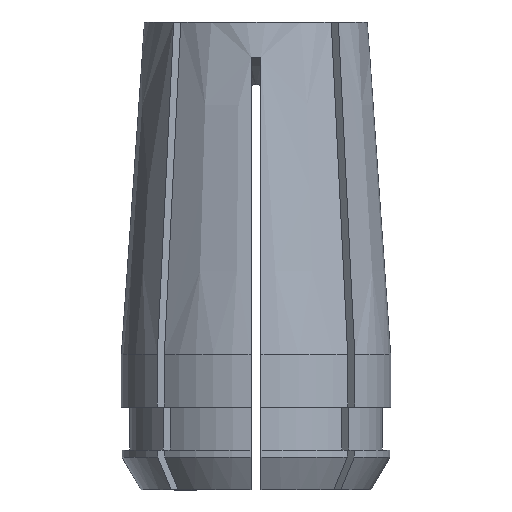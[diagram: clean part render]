
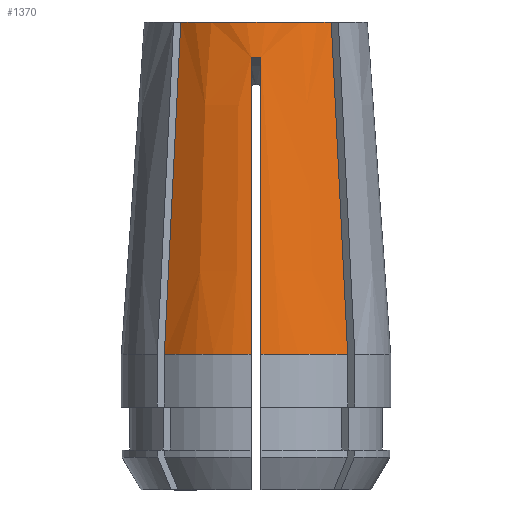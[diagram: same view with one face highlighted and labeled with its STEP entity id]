
A CAD part, front view. The second image highlights one B-rep face of the part: STEP entity #1370.
In plain terms, the highlighted conical face has half-angle 4.001 degrees and reference radius 13.487 mm.
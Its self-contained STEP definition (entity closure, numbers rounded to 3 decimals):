
#41 = CARTESIAN_POINT ( 'NONE',  ( 0.5, -11.396, -3.507 ) ) ;
#139 = CARTESIAN_POINT ( 'NONE',  ( 8.762, -9.469, -24.856 ) ) ;
#208 = CARTESIAN_POINT ( 'NONE',  ( -7.798, -8.505, -5.391 ) ) ;
#213 = CARTESIAN_POINT ( 'NONE',  ( 0.5, -12.025, -12.49 ) ) ;
#214 = AXIS2_PLACEMENT_3D ( 'NONE', #1334, #467, #3600 ) ;
#361 = ORIENTED_EDGE ( 'NONE', *, *, #1586, .T. ) ;
#377 = VERTEX_POINT ( 'NONE', #2619 ) ;
#417 = CONICAL_SURFACE ( 'NONE', #1387, 13.487, 0.07 ) ;
#446 = CARTESIAN_POINT ( 'NONE',  ( 7.531, -8.238, 0. ) ) ;
#465 = DIRECTION ( 'NONE',  ( -1., 0., 0. ) ) ;
#467 = DIRECTION ( 'NONE',  ( 0., 0., 1. ) ) ;
#553 = B_SPLINE_CURVE_WITH_KNOTS ( 'NONE', 3,
 ( #1592, #2176, #3004, #2779, #208, #2192, #3357 ),
 .UNSPECIFIED., .F., .F.,
 ( 4, 3, 4 ),
 ( 0., 0.025, 0.033 ),
 .UNSPECIFIED. ) ;
#711 = CARTESIAN_POINT ( 'NONE',  ( 9.177, -9.884, -33.24 ) ) ;
#724 = CARTESIAN_POINT ( 'NONE',  ( 8.347, -9.054, -16.471 ) ) ;
#736 = CARTESIAN_POINT ( 'NONE',  ( -0.5, -12.025, -12.49 ) ) ;
#739 = B_SPLINE_CURVE_WITH_KNOTS ( 'NONE', 3,
 ( #1294, #2169, #2753, #2433, #3291, #736, #1570, #3035, #1878, #1304 ),
 .UNSPECIFIED., .F., .F.,
 ( 4, 3, 3, 4 ),
 ( 0.02, 0.025, 0.049, 0.05 ),
 .UNSPECIFIED. ) ;
#791 = B_SPLINE_CURVE_WITH_KNOTS ( 'NONE', 3,
 ( #2884, #2028, #3254, #973 ),
 .UNSPECIFIED., .F., .F.,
 ( 4, 4 ),
 ( 0., 0.001 ),
 .UNSPECIFIED. ) ;
#796 = CARTESIAN_POINT ( 'NONE',  ( 0.5, -11.396, -3.507 ) ) ;
#801 = DIRECTION ( 'NONE',  ( 0., 0., -1. ) ) ;
#807 = CARTESIAN_POINT ( 'NONE',  ( 0.5, -11.415, -3.77 ) ) ;
#808 = VERTEX_POINT ( 'NONE', #3445 ) ;
#882 = VERTEX_POINT ( 'NONE', #41 ) ;
#885 = DIRECTION ( 'NONE',  ( 0., 0., 1. ) ) ;
#896 = CARTESIAN_POINT ( 'NONE',  ( -0.5, -13.478, -33.24 ) ) ;
#973 = CARTESIAN_POINT ( 'NONE',  ( 0.5, -11.396, -3.507 ) ) ;
#1158 = EDGE_CURVE ( 'NONE', #1846, #3076, #739, .T. ) ;
#1222 = CARTESIAN_POINT ( 'NONE',  ( 0., 0., -33.24 ) ) ;
#1229 = CIRCLE ( 'NONE', #3535, 13.487 ) ;
#1294 = CARTESIAN_POINT ( 'NONE',  ( -0.5, -13.478, -33.24 ) ) ;
#1304 = CARTESIAN_POINT ( 'NONE',  ( -0.5, -11.396, -3.507 ) ) ;
#1334 = CARTESIAN_POINT ( 'NONE',  ( 0., 0., 0. ) ) ;
#1370 = ADVANCED_FACE ( 'NONE', ( #3116 ), #417, .T. ) ;
#1387 = AXIS2_PLACEMENT_3D ( 'NONE', #2203, #801, #465 ) ;
#1451 = DIRECTION ( 'NONE',  ( 1., 0., 0. ) ) ;
#1472 = ORIENTED_EDGE ( 'NONE', *, *, #1824, .T. ) ;
#1493 = AXIS2_PLACEMENT_3D ( 'NONE', #2065, #2341, #2927 ) ;
#1500 = ORIENTED_EDGE ( 'NONE', *, *, #1158, .T. ) ;
#1570 = CARTESIAN_POINT ( 'NONE',  ( -0.5, -11.451, -4.296 ) ) ;
#1586 = EDGE_CURVE ( 'NONE', #3663, #808, #2436, .T. ) ;
#1592 = CARTESIAN_POINT ( 'NONE',  ( -9.177, -9.884, -33.24 ) ) ;
#1646 = CARTESIAN_POINT ( 'NONE',  ( 0.5, -13.173, -28.88 ) ) ;
#1656 = ORIENTED_EDGE ( 'NONE', *, *, #3426, .T. ) ;
#1824 = EDGE_CURVE ( 'NONE', #3351, #3663, #1229, .T. ) ;
#1846 = VERTEX_POINT ( 'NONE', #896 ) ;
#1862 = CARTESIAN_POINT ( 'NONE',  ( 0.5, -13.478, -33.24 ) ) ;
#1878 = CARTESIAN_POINT ( 'NONE',  ( -0.5, -11.415, -3.77 ) ) ;
#1912 = CARTESIAN_POINT ( 'NONE',  ( 0.5, -12.599, -20.685 ) ) ;
#1935 = CARTESIAN_POINT ( 'NONE',  ( 0.5, -11.433, -4.033 ) ) ;
#1972 = CARTESIAN_POINT ( 'NONE',  ( -7.531, -8.238, 0. ) ) ;
#2020 = EDGE_CURVE ( 'NONE', #3008, #808, #2600, .T. ) ;
#2028 = CARTESIAN_POINT ( 'NONE',  ( -0.167, -11.41, -3.498 ) ) ;
#2065 = CARTESIAN_POINT ( 'NONE',  ( 0., 0., -33.24 ) ) ;
#2097 = EDGE_CURVE ( 'NONE', #377, #3008, #553, .T. ) ;
#2145 = CARTESIAN_POINT ( 'NONE',  ( 7.665, -8.372, -2.696 ) ) ;
#2169 = CARTESIAN_POINT ( 'NONE',  ( -0.5, -13.376, -31.787 ) ) ;
#2176 = CARTESIAN_POINT ( 'NONE',  ( -8.762, -9.469, -24.856 ) ) ;
#2181 = EDGE_CURVE ( 'NONE', #377, #1846, #3451, .T. ) ;
#2192 = CARTESIAN_POINT ( 'NONE',  ( -7.665, -8.372, -2.696 ) ) ;
#2203 = CARTESIAN_POINT ( 'NONE',  ( 0., 0., -33.24 ) ) ;
#2232 = CARTESIAN_POINT ( 'NONE',  ( 9.177, -9.884, -33.24 ) ) ;
#2336 = ORIENTED_EDGE ( 'NONE', *, *, #2181, .T. ) ;
#2341 = DIRECTION ( 'NONE',  ( 0., 0., 1. ) ) ;
#2390 = ORIENTED_EDGE ( 'NONE', *, *, #2590, .F. ) ;
#2433 = CARTESIAN_POINT ( 'NONE',  ( -0.5, -13.173, -28.88 ) ) ;
#2436 = B_SPLINE_CURVE_WITH_KNOTS ( 'NONE', 3,
 ( #711, #139, #724, #2713, #3294, #2145, #446 ),
 .UNSPECIFIED., .F., .F.,
 ( 4, 3, 4 ),
 ( 0., 0.025, 0.033 ),
 .UNSPECIFIED. ) ;
#2577 = CARTESIAN_POINT ( 'NONE',  ( 0.5, -13.478, -33.24 ) ) ;
#2590 = EDGE_CURVE ( 'NONE', #3351, #882, #3293, .T. ) ;
#2600 = CIRCLE ( 'NONE', #214, 11.162 ) ;
#2619 = CARTESIAN_POINT ( 'NONE',  ( -9.177, -9.884, -33.24 ) ) ;
#2713 = CARTESIAN_POINT ( 'NONE',  ( 7.932, -8.639, -8.087 ) ) ;
#2753 = CARTESIAN_POINT ( 'NONE',  ( -0.5, -13.274, -30.333 ) ) ;
#2779 = CARTESIAN_POINT ( 'NONE',  ( -7.932, -8.639, -8.087 ) ) ;
#2884 = CARTESIAN_POINT ( 'NONE',  ( -0.5, -11.396, -3.507 ) ) ;
#2927 = DIRECTION ( 'NONE',  ( 1., 0., 0. ) ) ;
#2975 = CARTESIAN_POINT ( 'NONE',  ( 0.5, -13.376, -31.787 ) ) ;
#3003 = ORIENTED_EDGE ( 'NONE', *, *, #2097, .F. ) ;
#3004 = CARTESIAN_POINT ( 'NONE',  ( -8.347, -9.054, -16.471 ) ) ;
#3008 = VERTEX_POINT ( 'NONE', #1972 ) ;
#3035 = CARTESIAN_POINT ( 'NONE',  ( -0.5, -11.433, -4.033 ) ) ;
#3076 = VERTEX_POINT ( 'NONE', #3142 ) ;
#3116 = FACE_OUTER_BOUND ( 'NONE', #3134, .T. ) ;
#3134 = EDGE_LOOP ( 'NONE', ( #3003, #2336, #1500, #1656, #2390, #1472, #361, #3152 ) ) ;
#3142 = CARTESIAN_POINT ( 'NONE',  ( -0.5, -11.396, -3.507 ) ) ;
#3152 = ORIENTED_EDGE ( 'NONE', *, *, #2020, .F. ) ;
#3254 = CARTESIAN_POINT ( 'NONE',  ( 0.167, -11.41, -3.498 ) ) ;
#3291 = CARTESIAN_POINT ( 'NONE',  ( -0.5, -12.599, -20.685 ) ) ;
#3293 = B_SPLINE_CURVE_WITH_KNOTS ( 'NONE', 3,
 ( #1862, #2975, #3620, #1646, #1912, #213, #3322, #1935, #807, #796 ),
 .UNSPECIFIED., .F., .F.,
 ( 4, 3, 3, 4 ),
 ( 0.02, 0.025, 0.049, 0.05 ),
 .UNSPECIFIED. ) ;
#3294 = CARTESIAN_POINT ( 'NONE',  ( 7.798, -8.505, -5.391 ) ) ;
#3322 = CARTESIAN_POINT ( 'NONE',  ( 0.5, -11.451, -4.296 ) ) ;
#3351 = VERTEX_POINT ( 'NONE', #2577 ) ;
#3357 = CARTESIAN_POINT ( 'NONE',  ( -7.531, -8.238, 0. ) ) ;
#3426 = EDGE_CURVE ( 'NONE', #3076, #882, #791, .T. ) ;
#3445 = CARTESIAN_POINT ( 'NONE',  ( 7.531, -8.238, 0. ) ) ;
#3451 = CIRCLE ( 'NONE', #1493, 13.487 ) ;
#3535 = AXIS2_PLACEMENT_3D ( 'NONE', #1222, #885, #1451 ) ;
#3600 = DIRECTION ( 'NONE',  ( 1., 0., 0. ) ) ;
#3620 = CARTESIAN_POINT ( 'NONE',  ( 0.5, -13.274, -30.333 ) ) ;
#3663 = VERTEX_POINT ( 'NONE', #2232 ) ;
